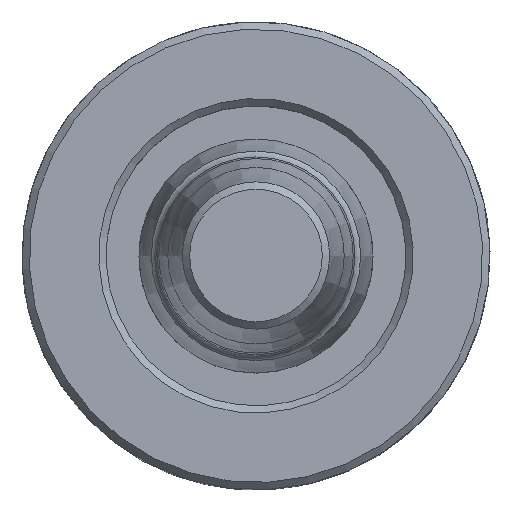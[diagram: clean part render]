
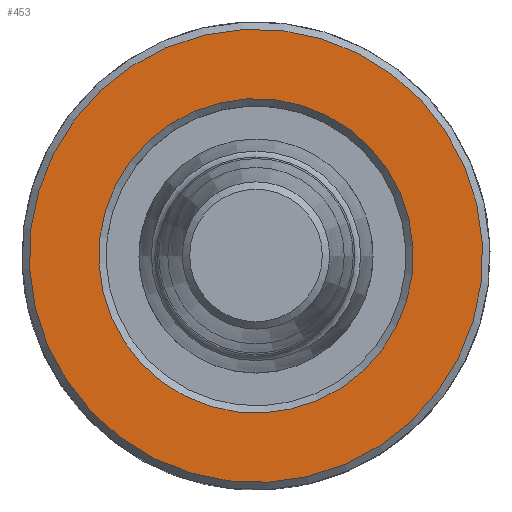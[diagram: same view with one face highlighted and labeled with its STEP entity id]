
A CAD part, top view. The second image highlights one B-rep face of the part: STEP entity #453.
In plain terms, the highlighted planar face has unit normal (0, 0, 1).
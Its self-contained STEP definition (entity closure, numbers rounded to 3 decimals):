
#71=PLANE('',#1707);
#453=ADVANCED_FACE('',(#578,#579),#71,.F.);
#578=FACE_BOUND('',#665,.T.);
#579=FACE_BOUND('',#666,.T.);
#665=EDGE_LOOP('',(#967));
#666=EDGE_LOOP('',(#968));
#967=ORIENTED_EDGE('',*,*,#1371,.F.);
#968=ORIENTED_EDGE('',*,*,#1373,.T.);
#1203=VERTEX_POINT('',#2487);
#1205=VERTEX_POINT('',#2492);
#1371=EDGE_CURVE('',#1203,#1203,#1553,.T.);
#1373=EDGE_CURVE('',#1205,#1205,#1555,.T.);
#1553=CIRCLE('',#1665,10.75);
#1555=CIRCLE('',#1668,15.5);
#1665=AXIS2_PLACEMENT_3D('',#2486,#1898,#1899);
#1668=AXIS2_PLACEMENT_3D('',#2491,#1904,#1905);
#1707=AXIS2_PLACEMENT_3D('',#3108,#1994,#1995);
#1898=DIRECTION('',(0.,0.,1.));
#1899=DIRECTION('',(-0.974,-0.228,0.));
#1904=DIRECTION('',(0.,0.,1.));
#1905=DIRECTION('',(-0.974,-0.228,0.));
#1994=DIRECTION('',(0.,0.,-1.));
#1995=DIRECTION('',(-0.974,-0.228,0.));
#2486=CARTESIAN_POINT('',(0.,0.,0.));
#2487=CARTESIAN_POINT('',(-10.467,-2.452,0.));
#2491=CARTESIAN_POINT('',(0.,0.,0.));
#2492=CARTESIAN_POINT('',(-15.091,-3.536,0.));
#3108=CARTESIAN_POINT('',(3.536,-15.091,0.));
